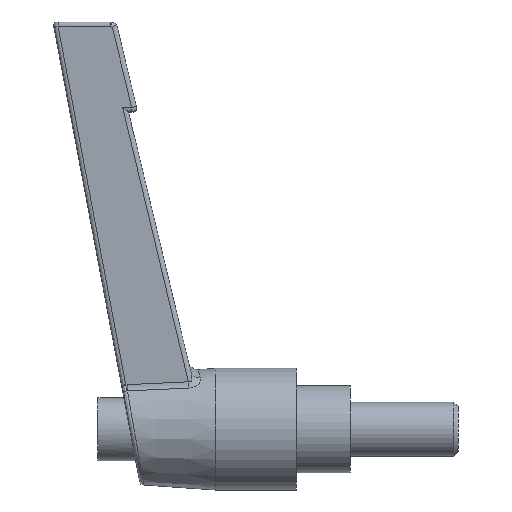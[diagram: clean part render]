
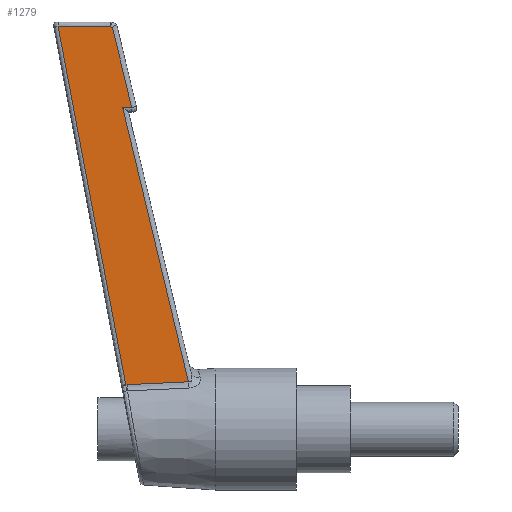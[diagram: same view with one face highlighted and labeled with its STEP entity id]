
A CAD part, left-side view. The second image highlights one B-rep face of the part: STEP entity #1279.
In plain terms, the highlighted planar face has unit normal (-0.999, 0.054, 0).
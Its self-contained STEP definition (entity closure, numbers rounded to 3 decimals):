
#37 = VERTEX_POINT ( 'NONE', #3238 ) ;
#153 = CARTESIAN_POINT ( 'NONE',  ( -4.269, 14.399, 15.407 ) ) ;
#239 = EDGE_CURVE ( 'NONE', #1201, #3214, #1267, .T. ) ;
#318 = CARTESIAN_POINT ( 'NONE',  ( -3.72, 24.496, 44.702 ) ) ;
#321 = EDGE_CURVE ( 'NONE', #3683, #3101, #2912, .T. ) ;
#346 = B_SPLINE_CURVE_WITH_KNOTS ( 'NONE', 3,
 ( #2891, #153, #1552, #2956 ),
 .UNSPECIFIED., .F., .F.,
 ( 4, 4 ),
 ( 0.014, 1. ),
 .UNSPECIFIED. ) ;
#397 = CARTESIAN_POINT ( 'NONE',  ( -3.941, 20.387, 44.579 ) ) ;
#475 = B_SPLINE_CURVE_WITH_KNOTS ( 'NONE', 3,
 ( #3675, #3651, #4046, #527 ),
 .UNSPECIFIED., .F., .F.,
 ( 4, 4 ),
 ( 0., 0.99 ),
 .UNSPECIFIED. ) ;
#499 = EDGE_CURVE ( 'NONE', #37, #1538, #346, .T. ) ;
#527 = CARTESIAN_POINT ( 'NONE',  ( -4.027, 18.917, 4.934 ) ) ;
#537 = CARTESIAN_POINT ( 'NONE',  ( -4.057, 18.26, 35.702 ) ) ;
#1197 = CARTESIAN_POINT ( 'NONE',  ( -4.003, 19.26, 35.702 ) ) ;
#1201 = VERTEX_POINT ( 'NONE', #2564 ) ;
#1229 = DIRECTION ( 'NONE',  ( -0.054, -0.999, 0. ) ) ;
#1244 = CARTESIAN_POINT ( 'NONE',  ( -4.057, 18.26, 35.702 ) ) ;
#1267 = B_SPLINE_CURVE_WITH_KNOTS ( 'NONE', 3,
 ( #2212, #1468, #318, #2876 ),
 .UNSPECIFIED., .F., .F.,
 ( 4, 4 ),
 ( 0., 1. ),
 .UNSPECIFIED. ) ;
#1279 = ADVANCED_FACE ( 'NONE', ( #2930 ), #2214, .T. ) ;
#1335 = CARTESIAN_POINT ( 'NONE',  ( -4.027, 18.917, 4.934 ) ) ;
#1468 = CARTESIAN_POINT ( 'NONE',  ( -3.823, 22.569, 44.702 ) ) ;
#1502 = CARTESIAN_POINT ( 'NONE',  ( -3.941, 20.387, 44.579 ) ) ;
#1538 = VERTEX_POINT ( 'NONE', #1913 ) ;
#1552 = CARTESIAN_POINT ( 'NONE',  ( -4.136, 16.83, 25.554 ) ) ;
#1560 = ORIENTED_EDGE ( 'NONE', *, *, #1801, .T. ) ;
#1567 = CARTESIAN_POINT ( 'NONE',  ( -4.499, 10.194, 0.111 ) ) ;
#1603 = ORIENTED_EDGE ( 'NONE', *, *, #1974, .T. ) ;
#1664 = ORIENTED_EDGE ( 'NONE', *, *, #4343, .T. ) ;
#1801 = EDGE_CURVE ( 'NONE', #3214, #3316, #475, .T. ) ;
#1852 = VERTEX_POINT ( 'NONE', #4335 ) ;
#1856 = EDGE_CURVE ( 'NONE', #1852, #37, #4363, .T. ) ;
#1900 = CARTESIAN_POINT ( 'NONE',  ( -3.98, 19.678, 41.62 ) ) ;
#1910 = EDGE_CURVE ( 'NONE', #3101, #1201, #3535, .T. ) ;
#1913 = CARTESIAN_POINT ( 'NONE',  ( -4.003, 19.26, 35.702 ) ) ;
#1924 = ORIENTED_EDGE ( 'NONE', *, *, #1856, .T. ) ;
#1927 = DIRECTION ( 'NONE',  ( -0.999, 0.054, 0. ) ) ;
#1929 = CARTESIAN_POINT ( 'NONE',  ( -4.036, 18.747, 4.948 ) ) ;
#1974 = EDGE_CURVE ( 'NONE', #3316, #1852, #3920, .T. ) ;
#1998 = CARTESIAN_POINT ( 'NONE',  ( -4.036, 18.747, 4.948 ) ) ;
#2139 = CARTESIAN_POINT ( 'NONE',  ( -4.057, 18.26, 35.702 ) ) ;
#2180 = ORIENTED_EDGE ( 'NONE', *, *, #239, .T. ) ;
#2212 = CARTESIAN_POINT ( 'NONE',  ( -3.927, 20.641, 44.702 ) ) ;
#2214 = PLANE ( 'NONE',  #2625 ) ;
#2292 = EDGE_LOOP ( 'NONE', ( #1560, #1603, #1924, #4548, #1664, #2409, #2591, #2180 ) ) ;
#2409 = ORIENTED_EDGE ( 'NONE', *, *, #321, .T. ) ;
#2466 = B_SPLINE_CURVE_WITH_KNOTS ( 'NONE', 3,
 ( #1197, #3685, #2618, #537 ),
 .UNSPECIFIED., .F., .F.,
 ( 4, 4 ),
 ( 0., 1. ),
 .UNSPECIFIED. ) ;
#2546 = CARTESIAN_POINT ( 'NONE',  ( -3.927, 20.641, 44.702 ) ) ;
#2564 = CARTESIAN_POINT ( 'NONE',  ( -3.927, 20.641, 44.702 ) ) ;
#2589 = CARTESIAN_POINT ( 'NONE',  ( -4.027, 18.917, 4.934 ) ) ;
#2591 = ORIENTED_EDGE ( 'NONE', *, *, #1910, .T. ) ;
#2618 = CARTESIAN_POINT ( 'NONE',  ( -4.039, 18.593, 35.702 ) ) ;
#2621 = CARTESIAN_POINT ( 'NONE',  ( -4.019, 18.969, 38.661 ) ) ;
#2625 = AXIS2_PLACEMENT_3D ( 'NONE', #1567, #1927, #1229 ) ;
#2876 = CARTESIAN_POINT ( 'NONE',  ( -3.616, 26.424, 44.702 ) ) ;
#2890 = CARTESIAN_POINT ( 'NONE',  ( -3.937, 20.471, 44.62 ) ) ;
#2891 = CARTESIAN_POINT ( 'NONE',  ( -4.402, 11.968, 5.26 ) ) ;
#2912 = B_SPLINE_CURVE_WITH_KNOTS ( 'NONE', 3,
 ( #1244, #2621, #1900, #3312 ),
 .UNSPECIFIED., .F., .F.,
 ( 4, 4 ),
 ( 0., 1. ),
 .UNSPECIFIED. ) ;
#2930 = FACE_OUTER_BOUND ( 'NONE', #2292, .T. ) ;
#2956 = CARTESIAN_POINT ( 'NONE',  ( -4.003, 19.26, 35.702 ) ) ;
#2997 = CARTESIAN_POINT ( 'NONE',  ( -4.158, 16.487, 5.052 ) ) ;
#3101 = VERTEX_POINT ( 'NONE', #397 ) ;
#3214 = VERTEX_POINT ( 'NONE', #3841 ) ;
#3238 = CARTESIAN_POINT ( 'NONE',  ( -4.402, 11.968, 5.26 ) ) ;
#3276 = CARTESIAN_POINT ( 'NONE',  ( -4.03, 18.86, 4.941 ) ) ;
#3312 = CARTESIAN_POINT ( 'NONE',  ( -3.941, 20.387, 44.579 ) ) ;
#3316 = VERTEX_POINT ( 'NONE', #1335 ) ;
#3535 = B_SPLINE_CURVE_WITH_KNOTS ( 'NONE', 3,
 ( #1502, #2890, #4288, #2546 ),
 .UNSPECIFIED., .F., .F.,
 ( 4, 4 ),
 ( 0., 1. ),
 .UNSPECIFIED. ) ;
#3651 = CARTESIAN_POINT ( 'NONE',  ( -3.753, 23.921, 31.446 ) ) ;
#3675 = CARTESIAN_POINT ( 'NONE',  ( -3.616, 26.424, 44.702 ) ) ;
#3683 = VERTEX_POINT ( 'NONE', #2139 ) ;
#3685 = CARTESIAN_POINT ( 'NONE',  ( -4.021, 18.927, 35.702 ) ) ;
#3841 = CARTESIAN_POINT ( 'NONE',  ( -3.616, 26.424, 44.702 ) ) ;
#3920 = B_SPLINE_CURVE_WITH_KNOTS ( 'NONE', 3,
 ( #2589, #3276, #3999, #1998 ),
 .UNSPECIFIED., .F., .F.,
 ( 4, 4 ),
 ( 0., 0. ),
 .UNSPECIFIED. ) ;
#3998 = CARTESIAN_POINT ( 'NONE',  ( -4.402, 11.968, 5.26 ) ) ;
#3999 = CARTESIAN_POINT ( 'NONE',  ( -4.033, 18.803, 4.945 ) ) ;
#4046 = CARTESIAN_POINT ( 'NONE',  ( -3.89, 21.419, 18.19 ) ) ;
#4288 = CARTESIAN_POINT ( 'NONE',  ( -3.932, 20.556, 44.661 ) ) ;
#4335 = CARTESIAN_POINT ( 'NONE',  ( -4.036, 18.747, 4.948 ) ) ;
#4343 = EDGE_CURVE ( 'NONE', #1538, #3683, #2466, .T. ) ;
#4363 = B_SPLINE_CURVE_WITH_KNOTS ( 'NONE', 3,
 ( #1929, #2997, #4406, #3998 ),
 .UNSPECIFIED., .F., .F.,
 ( 4, 4 ),
 ( 0., 0.007 ),
 .UNSPECIFIED. ) ;
#4406 = CARTESIAN_POINT ( 'NONE',  ( -4.28, 14.228, 5.156 ) ) ;
#4548 = ORIENTED_EDGE ( 'NONE', *, *, #499, .T. ) ;
